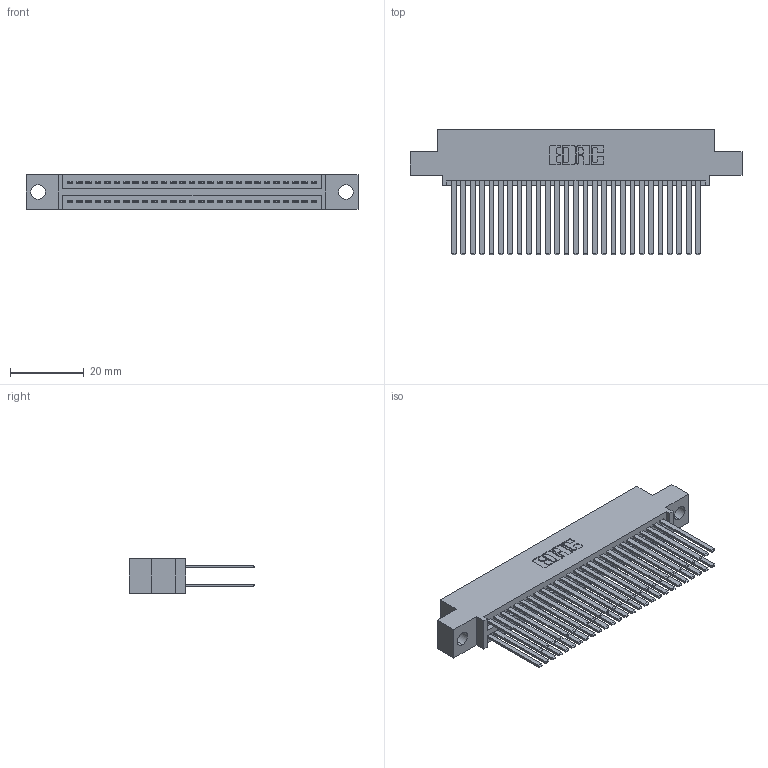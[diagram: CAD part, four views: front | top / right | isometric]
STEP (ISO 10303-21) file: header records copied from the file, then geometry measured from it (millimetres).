
FILE_DESCRIPTION (( 'STEP AP203' ), '1' );
FILE_NAME ('345-054-544-504.STEP', '2021-05-20T04:13:28', ( '' ), ( '' ), 'SwSTEP 2.0', 'SolidWorks 2020', '' );
FILE_SCHEMA (( 'CONFIG_CONTROL_DESIGN' ));
Length unit declared in the file: inch
Products named in the file (3): 345-054-544-504; 345-292-001_345-293-144; 345 Part_0.110 Offset - 0.156 Dia-TI
Assembly tree (55 placements, depth 2):
  345-054-544-504
    345 Part_0.110 Offset - 0.156 Dia-TI
    345-292-001_345-293-144  x54
Bounding box: 89.79 x 33.96 x 9.4 mm (x, y, z)
Volume: 9160.6 mm3; surface area: 15413.5 mm2
Topology: 55 solids, 55 shells, 2520 faces, 7463 edges, 4902 vertices
Faces by surface type: plane 1664, cylinder 856
Entity records: 23571 total; most frequent: CARTESIAN_POINT 3970, ORIENTED_EDGE 3902, DIRECTION 3515, EDGE_CURVE 1951, VECTOR 1715, LINE 1715, VERTEX_POINT 1298, AXIS2_PLACEMENT_3D 900
